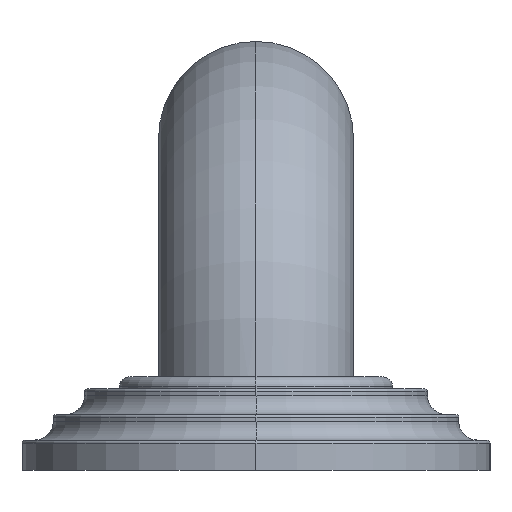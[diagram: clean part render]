
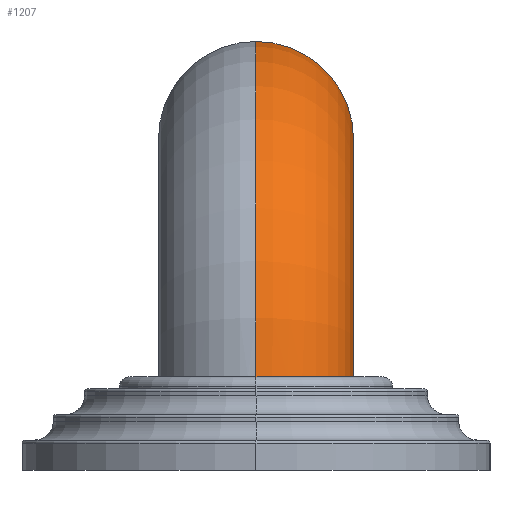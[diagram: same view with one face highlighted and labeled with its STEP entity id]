
A CAD part, left-side view. The second image highlights one B-rep face of the part: STEP entity #1207.
In plain terms, the highlighted toroidal (fillet/blend) face has major radius 41.275 mm and minor radius 15.875 mm.
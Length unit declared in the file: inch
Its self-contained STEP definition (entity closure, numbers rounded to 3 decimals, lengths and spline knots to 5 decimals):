
#332=CARTESIAN_POINT('',(-16.375,0.,2.125));
#333=DIRECTION('',(1.,0.,0.));
#334=DIRECTION('',(0.,0.,1.));
#335=AXIS2_PLACEMENT_3D('',#332,#333,#334);
#341=CARTESIAN_POINT('',(-16.375,0.,0.5));
#342=DIRECTION('',(0.,1.,0.));
#343=DIRECTION('',(-0.999,0.,0.044));
#344=AXIS2_PLACEMENT_3D('',#341,#342,#343);
#346=CARTESIAN_POINT('',(-17.36999,0.,0.6));
#383=CARTESIAN_POINT('',(-18.62278,0.,0.6));
#385=CARTESIAN_POINT('',(-18.62278,0.,0.6));
#386=CARTESIAN_POINT('',(-18.62278,-0.01873,0.6));
#387=CARTESIAN_POINT('',(-18.6211,-0.05601,0.6));
#388=CARTESIAN_POINT('',(-18.61356,-0.11171,0.6));
#389=CARTESIAN_POINT('',(-18.60108,-0.16637,0.6));
#390=CARTESIAN_POINT('',(-18.58369,-0.21984,0.6));
#391=CARTESIAN_POINT('',(-18.56166,-0.27138,0.6));
#392=CARTESIAN_POINT('',(-18.53499,-0.32091,0.6));
#393=CARTESIAN_POINT('',(-18.50409,-0.36768,0.6));
#394=CARTESIAN_POINT('',(-18.469,-0.41167,0.6));
#395=CARTESIAN_POINT('',(-18.43022,-0.4522,0.6));
#396=CARTESIAN_POINT('',(-18.38784,-0.48921,0.6));
#397=CARTESIAN_POINT('',(-18.34238,-0.52221,0.6));
#398=CARTESIAN_POINT('',(-18.2941,-0.55104,0.6));
#399=CARTESIAN_POINT('',(-18.24339,-0.57544,0.6));
#400=CARTESIAN_POINT('',(-18.19076,-0.59517,0.6));
#401=CARTESIAN_POINT('',(-18.13643,-0.61015,0.6));
#402=CARTESIAN_POINT('',(-18.08113,-0.62017,0.6));
#403=CARTESIAN_POINT('',(-18.02494,-0.62522,0.6));
#404=CARTESIAN_POINT('',(-17.96872,-0.62521,0.6));
#405=CARTESIAN_POINT('',(-17.9125,-0.62015,0.6));
#406=CARTESIAN_POINT('',(-17.85714,-0.6101,0.6));
#407=CARTESIAN_POINT('',(-17.80272,-0.59509,0.6));
#408=CARTESIAN_POINT('',(-17.75,-0.57531,0.6));
#409=CARTESIAN_POINT('',(-17.69917,-0.55085,0.6));
#410=CARTESIAN_POINT('',(-17.65077,-0.52195,0.6));
#411=CARTESIAN_POINT('',(-17.60519,-0.48887,0.6));
#412=CARTESIAN_POINT('',(-17.56271,-0.45179,0.6));
#413=CARTESIAN_POINT('',(-17.52385,-0.41118,0.6));
#414=CARTESIAN_POINT('',(-17.48869,-0.36714,0.6));
#415=CARTESIAN_POINT('',(-17.45776,-0.32034,0.6));
#416=CARTESIAN_POINT('',(-17.43107,-0.27082,0.6));
#417=CARTESIAN_POINT('',(-17.40903,-0.21933,0.6));
#418=CARTESIAN_POINT('',(-17.39166,-0.16594,0.6));
#419=CARTESIAN_POINT('',(-17.3792,-0.11141,0.6));
#420=CARTESIAN_POINT('',(-17.37166,-0.05586,0.6));
#421=CARTESIAN_POINT('',(-17.36999,-0.01867,0.6));
#422=CARTESIAN_POINT('',(-17.36999,0.,0.6));
#656=CARTESIAN_POINT('',(-16.375,0.,0.5));
#657=DIRECTION('',(0.,1.,0.));
#658=DIRECTION('',(-0.995,0.,0.1));
#659=AXIS2_PLACEMENT_3D('',#656,#657,#658);
#782=CARTESIAN_POINT('',(-16.375,0.,1.5));
#783=CARTESIAN_POINT('',(-16.375,0.,2.75));
#784=VERTEX_POINT('',#782);
#785=VERTEX_POINT('',#783);
#792=VERTEX_POINT('',#346);
#793=VERTEX_POINT('',#383);
#1193=CARTESIAN_POINT('',(-16.375,0.,0.5));
#1194=DIRECTION('',(0.,1.,0.));
#1195=DIRECTION('',(1.,0.,0.));
#1196=AXIS2_PLACEMENT_3D('',#1193,#1194,#1195);
#1197=TOROIDAL_SURFACE('',#1196,1.625,0.625);
#1199=ORIENTED_EDGE('',*,*,#1198,.F.);
#1201=ORIENTED_EDGE('',*,*,#1200,.T.);
#1202=ORIENTED_EDGE('',*,*,#1183,.T.);
#1204=ORIENTED_EDGE('',*,*,#1203,.F.);
#1205=EDGE_LOOP('',(#1199,#1201,#1202,#1204));
#1206=FACE_OUTER_BOUND('',#1205,.F.);
#1207=ADVANCED_FACE('',(#1206),#1197,.T.);
#336=CIRCLE('',#335,0.625);
#345=CIRCLE('',#344,2.25);
#423=B_SPLINE_CURVE_WITH_KNOTS('',3,(#385,#386,#387,#388,#389,#390,#391,#392,
#393,#394,#395,#396,#397,#398,#399,#400,#401,#402,#403,#404,#405,#406,#407,#408,
#409,#410,#411,#412,#413,#414,#415,#416,#417,#418,#419,#420,#421,#422),
.UNSPECIFIED.,.F.,.F.,(4,1,1,1,1,1,1,1,1,1,1,1,1,1,1,1,1,1,1,1,1,1,1,1,1,1,1,1,
1,1,1,1,1,1,1,4),(0.,0.02857,0.05714,0.08571,
0.11429,0.14286,0.17143,0.2,0.22857,
0.25714,0.28571,0.31429,0.34286,
0.37143,0.4,0.42857,0.45714,0.48571,
0.51429,0.54286,0.57143,0.6,0.62857,
0.65714,0.68571,0.71429,0.74286,
0.77143,0.8,0.82857,0.85714,0.88571,
0.91429,0.94286,0.97143,1.),.UNSPECIFIED.);
#660=CIRCLE('',#659,1.);
#1183=EDGE_CURVE('',#785,#784,#336,.T.);
#1198=EDGE_CURVE('',#793,#792,#423,.T.);
#1200=EDGE_CURVE('',#793,#785,#345,.T.);
#1203=EDGE_CURVE('',#792,#784,#660,.T.);
